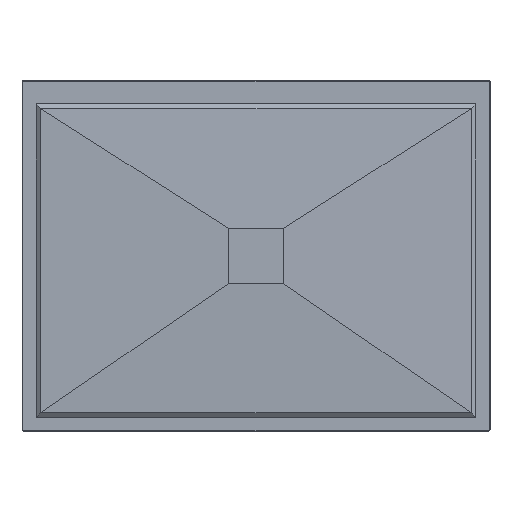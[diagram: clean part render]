
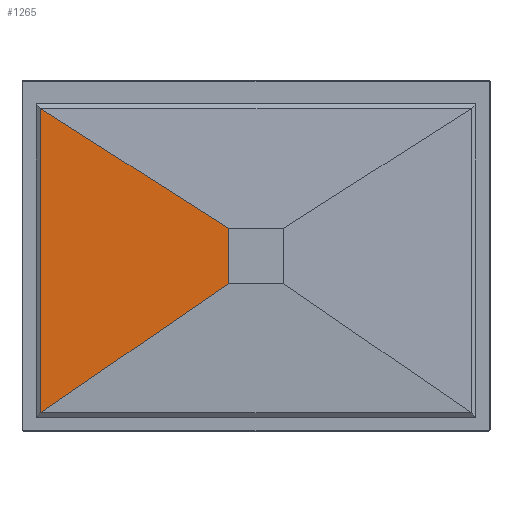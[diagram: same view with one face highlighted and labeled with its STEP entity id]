
A CAD part, front view. The second image highlights one B-rep face of the part: STEP entity #1265.
In plain terms, the highlighted planar face has unit normal (-0.031, -1, 0).
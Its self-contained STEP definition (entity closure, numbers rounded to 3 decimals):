
#17 = ORIENTED_EDGE ( 'NONE', *, *, #832, .T. ) ;
#22 = CARTESIAN_POINT ( 'NONE',  ( -552., -8., 378. ) ) ;
#131 = CARTESIAN_POINT ( 'NONE',  ( -311.5, -15.5, 224.5 ) ) ;
#162 = CARTESIAN_POINT ( 'NONE',  ( -552., -8., -402. ) ) ;
#646 = VECTOR ( 'NONE', #1795, 1000. ) ;
#739 = EDGE_CURVE ( 'NONE', #964, #3522, #1208, .T. ) ;
#832 = EDGE_CURVE ( 'NONE', #3181, #1488, #3725, .T. ) ;
#964 = VERTEX_POINT ( 'NONE', #3769 ) ;
#1012 = ORIENTED_EDGE ( 'NONE', *, *, #739, .F. ) ;
#1029 = CARTESIAN_POINT ( 'NONE',  ( -552., -8., -12. ) ) ;
#1208 = LINE ( 'NONE', #2091, #646 ) ;
#1213 = AXIS2_PLACEMENT_3D ( 'NONE', #2885, #3480, #1688 ) ;
#1265 = ADVANCED_FACE ( 'NONE', ( #3440 ), #2007, .T. ) ;
#1327 = DIRECTION ( 'NONE',  ( 0.843, -0.026, -0.538 ) ) ;
#1352 = CARTESIAN_POINT ( 'NONE',  ( -71., -23., -71. ) ) ;
#1411 = CARTESIAN_POINT ( 'NONE',  ( -231.333, -18., -181.333 ) ) ;
#1488 = VERTEX_POINT ( 'NONE', #3880 ) ;
#1558 = ORIENTED_EDGE ( 'NONE', *, *, #3738, .T. ) ;
#1601 = EDGE_CURVE ( 'NONE', #3181, #964, #3106, .T. ) ;
#1688 = DIRECTION ( 'NONE',  ( 0., 0., -1. ) ) ;
#1726 = CARTESIAN_POINT ( 'NONE',  ( -71., -23., -71. ) ) ;
#1795 = DIRECTION ( 'NONE',  ( 0., 0., -1. ) ) ;
#2007 = PLANE ( 'NONE',  #1213 ) ;
#2091 = CARTESIAN_POINT ( 'NONE',  ( -71., -23., 0. ) ) ;
#2249 = VECTOR ( 'NONE', #1327, 1000. ) ;
#2302 = EDGE_LOOP ( 'NONE', ( #17, #1558, #1012, #2904 ) ) ;
#2519 = DIRECTION ( 'NONE',  ( 0., 0., -1. ) ) ;
#2576 = CARTESIAN_POINT ( 'NONE',  ( -391.667, -13., -291.667 ) ) ;
#2789 = B_SPLINE_CURVE_WITH_KNOTS ( 'NONE', 3,
 ( #162, #2576, #1411, #1352 ),
 .UNSPECIFIED., .F., .F.,
 ( 4, 4 ),
 ( 0., 1. ),
 .UNSPECIFIED. ) ;
#2885 = CARTESIAN_POINT ( 'NONE',  ( -552., -8., 378. ) ) ;
#2904 = ORIENTED_EDGE ( 'NONE', *, *, #1601, .F. ) ;
#3106 = LINE ( 'NONE', #131, #2249 ) ;
#3181 = VERTEX_POINT ( 'NONE', #22 ) ;
#3440 = FACE_OUTER_BOUND ( 'NONE', #2302, .T. ) ;
#3480 = DIRECTION ( 'NONE',  ( -0.031, -1., 0. ) ) ;
#3522 = VERTEX_POINT ( 'NONE', #1726 ) ;
#3725 = LINE ( 'NONE', #1029, #3787 ) ;
#3738 = EDGE_CURVE ( 'NONE', #1488, #3522, #2789, .T. ) ;
#3769 = CARTESIAN_POINT ( 'NONE',  ( -71., -23., 71. ) ) ;
#3787 = VECTOR ( 'NONE', #2519, 1000. ) ;
#3880 = CARTESIAN_POINT ( 'NONE',  ( -552., -8., -402. ) ) ;
